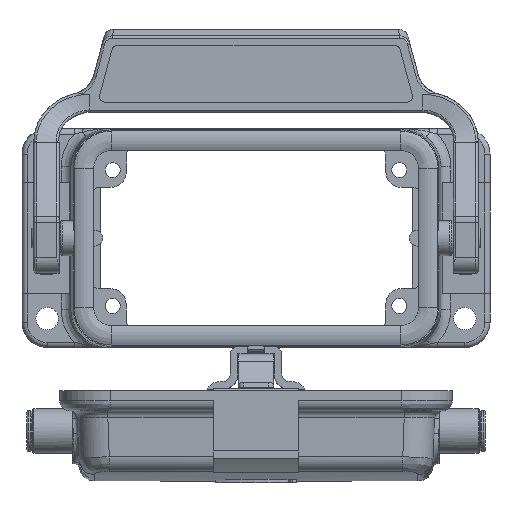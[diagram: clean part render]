
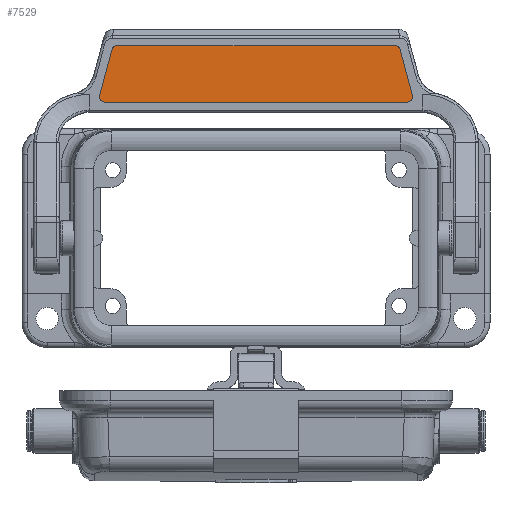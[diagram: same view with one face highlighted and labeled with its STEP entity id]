
A CAD part, top view. The second image highlights one B-rep face of the part: STEP entity #7529.
In plain terms, the highlighted planar face has unit normal (0, 0, 1).
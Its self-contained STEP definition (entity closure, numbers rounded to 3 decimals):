
#5648=PLANE('',#27233);
#6494=CIRCLE('',#27225,1.);
#6496=CIRCLE('',#27229,1.);
#6497=CIRCLE('',#27231,1.);
#6498=CIRCLE('',#27232,1.);
#7529=ADVANCED_FACE('',(#8527),#5648,.F.);
#8527=FACE_OUTER_BOUND('',#9564,.T.);
#9564=EDGE_LOOP('',(#12162,#12163,#12164,#12165,#12166,#12167,#12168,#12169));
#12162=ORIENTED_EDGE('',*,*,#18174,.F.);
#12163=ORIENTED_EDGE('',*,*,#18175,.F.);
#12164=ORIENTED_EDGE('',*,*,#18176,.F.);
#12165=ORIENTED_EDGE('',*,*,#18177,.T.);
#12166=ORIENTED_EDGE('',*,*,#18172,.F.);
#12167=ORIENTED_EDGE('',*,*,#18169,.F.);
#12168=ORIENTED_EDGE('',*,*,#18166,.F.);
#12169=ORIENTED_EDGE('',*,*,#18178,.F.);
#16154=VERTEX_POINT('',#40795);
#16155=VERTEX_POINT('',#40797);
#16157=VERTEX_POINT('',#40803);
#16159=VERTEX_POINT('',#40809);
#16160=VERTEX_POINT('',#40813);
#16161=VERTEX_POINT('',#40814);
#16162=VERTEX_POINT('',#40816);
#16163=VERTEX_POINT('',#40818);
#18166=EDGE_CURVE('',#16154,#16155,#6494,.T.);
#18169=EDGE_CURVE('',#16155,#16157,#22310,.T.);
#18172=EDGE_CURVE('',#16157,#16159,#6496,.T.);
#18174=EDGE_CURVE('',#16160,#16161,#6497,.T.);
#18175=EDGE_CURVE('',#16162,#16160,#22313,.T.);
#18176=EDGE_CURVE('',#16163,#16162,#6498,.T.);
#18177=EDGE_CURVE('',#16163,#16159,#22314,.T.);
#18178=EDGE_CURVE('',#16161,#16154,#22315,.T.);
#22310=LINE('',#40802,#23879);
#22313=LINE('',#40815,#23882);
#22314=LINE('',#40819,#23883);
#22315=LINE('',#40820,#23884);
#23879=VECTOR('',#30124,1.);
#23882=VECTOR('',#30137,1.);
#23883=VECTOR('',#30140,1.);
#23884=VECTOR('',#30141,1.);
#27225=AXIS2_PLACEMENT_3D('',#40796,#30118,#30119);
#27229=AXIS2_PLACEMENT_3D('',#40808,#30130,#30131);
#27231=AXIS2_PLACEMENT_3D('',#40812,#30135,#30136);
#27232=AXIS2_PLACEMENT_3D('',#40817,#30138,#30139);
#27233=AXIS2_PLACEMENT_3D('',#40821,#30142,#30143);
#30118=DIRECTION('',(0.,0.,-1.));
#30119=DIRECTION('',(0.,-1.,0.));
#30124=DIRECTION('',(0.259,0.966,0.));
#30130=DIRECTION('',(0.,0.,-1.));
#30131=DIRECTION('',(-0.966,0.259,0.));
#30135=DIRECTION('',(0.,0.,-1.));
#30136=DIRECTION('',(0.966,0.259,0.));
#30137=DIRECTION('',(0.259,-0.966,0.));
#30138=DIRECTION('',(0.,0.,-1.));
#30139=DIRECTION('',(0.,1.,0.));
#30140=DIRECTION('',(-1.,0.,0.));
#30141=DIRECTION('',(-1.,0.,0.));
#30142=DIRECTION('',(0.,0.,-1.));
#30143=DIRECTION('',(0.,-1.,0.));
#40795=CARTESIAN_POINT('',(-30.12,27.,19.05));
#40796=CARTESIAN_POINT('',(-30.12,28.,19.05));
#40797=CARTESIAN_POINT('',(-31.086,28.259,19.05));
#40802=CARTESIAN_POINT('',(-31.086,28.259,19.05));
#40803=CARTESIAN_POINT('',(-28.622,37.455,19.05));
#40808=CARTESIAN_POINT('',(-27.656,37.196,19.05));
#40809=CARTESIAN_POINT('',(-27.656,38.196,19.05));
#40812=CARTESIAN_POINT('',(30.12,28.,19.05));
#40813=CARTESIAN_POINT('',(31.086,28.259,19.05));
#40814=CARTESIAN_POINT('',(30.12,27.,19.05));
#40815=CARTESIAN_POINT('',(28.622,37.455,19.05));
#40816=CARTESIAN_POINT('',(28.622,37.455,19.05));
#40817=CARTESIAN_POINT('',(27.656,37.196,19.05));
#40818=CARTESIAN_POINT('',(27.656,38.196,19.05));
#40819=CARTESIAN_POINT('',(27.656,38.196,19.05));
#40820=CARTESIAN_POINT('',(30.12,27.,19.05));
#40821=CARTESIAN_POINT('',(33.954,38.576,19.05));
